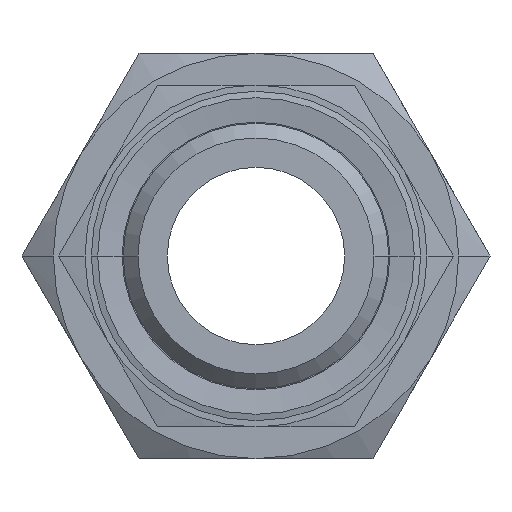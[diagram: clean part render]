
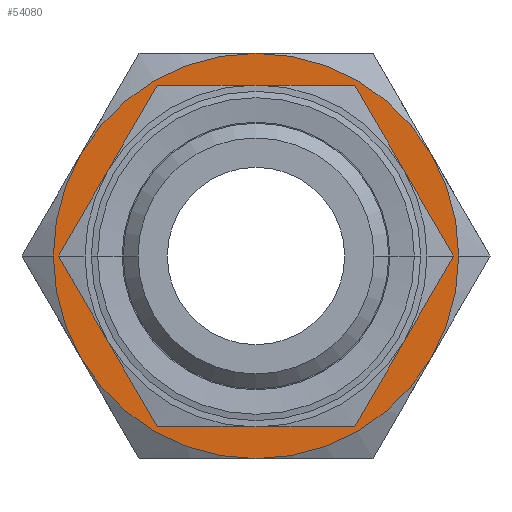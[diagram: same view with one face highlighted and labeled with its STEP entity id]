
A CAD part, left-side view. The second image highlights one B-rep face of the part: STEP entity #54080.
In plain terms, the highlighted planar face has unit normal (-1, 0, 0).
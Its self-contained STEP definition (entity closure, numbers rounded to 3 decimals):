
#50850=CARTESIAN_POINT('',(-9.,0.,0.));
#50860=DIRECTION('',(-1.,0.,0.));
#50870=DIRECTION('',(0.,1.,0.));
#50880=AXIS2_PLACEMENT_3D('',#50850,#50860,#50870);
#50890=CIRCLE('',#50880,16.);
#50900=CARTESIAN_POINT('',(-9.,13.856,-8.));
#50910=VERTEX_POINT('',#50900);
#50920=CARTESIAN_POINT('',(-9.,0.,-16.));
#50930=VERTEX_POINT('',#50920);
#50940=EDGE_CURVE('',#50910,#50930,#50890,.T.);
#52500=CARTESIAN_POINT('',(-9.,-13.856,-8.));
#52510=VERTEX_POINT('',#52500);
#52520=EDGE_CURVE('',#50930,#52510,#50890,.T.);
#53560=CARTESIAN_POINT('',(-9.,16.,0.));
#53570=VERTEX_POINT('',#53560);
#53600=EDGE_CURVE('',#53570,#50910,#50890,.T.);
#53650=CARTESIAN_POINT('',(-9.,8.,0.));
#53660=DIRECTION('',(1.,-0.,-0.));
#53670=DIRECTION('',(-0.,-1.,0.));
#53680=AXIS2_PLACEMENT_3D('',#53650,#53660,#53670);
#53690=PLANE('',#53680);
#53700=CARTESIAN_POINT('',(-9.,13.856,8.));
#53710=VERTEX_POINT('',#53700);
#53720=EDGE_CURVE('',#53710,#53570,#50890,.T.);
#53730=ORIENTED_EDGE('',*,*,#53720,.T.);
#53740=CARTESIAN_POINT('',(-9.,0.,16.));
#53750=VERTEX_POINT('',#53740);
#53760=EDGE_CURVE('',#53750,#53710,#50890,.T.);
#53770=ORIENTED_EDGE('',*,*,#53760,.T.);
#53780=CARTESIAN_POINT('',(-9.,-13.856,8.));
#53790=VERTEX_POINT('',#53780);
#53800=EDGE_CURVE('',#53790,#53750,#50890,.T.);
#53810=ORIENTED_EDGE('',*,*,#53800,.T.);
#53820=CARTESIAN_POINT('',(-9.,-16.,0.));
#53830=VERTEX_POINT('',#53820);
#53840=EDGE_CURVE('',#53830,#53790,#50890,.T.);
#53850=ORIENTED_EDGE('',*,*,#53840,.T.);
#53860=EDGE_CURVE('',#52510,#53830,#50890,.T.);
#53870=ORIENTED_EDGE('',*,*,#53860,.T.);
#53880=ORIENTED_EDGE('',*,*,#52520,.T.);
#53890=ORIENTED_EDGE('',*,*,#50940,.T.);
#53900=ORIENTED_EDGE('',*,*,#53600,.T.);
#53910=EDGE_LOOP('',(#53900,#53890,#53880,#53870,#53850,#53810,#53770,
#53730));
#53920=FACE_OUTER_BOUND('',#53910,.T.);
#53930=CARTESIAN_POINT('',(-9.,0.,0.));
#53940=DIRECTION('',(-1.,0.,0.));
#53950=DIRECTION('',(0.,1.,0.));
#53960=AXIS2_PLACEMENT_3D('',#53930,#53940,#53950);
#53970=CIRCLE('',#53960,13.);
#53980=CARTESIAN_POINT('',(-9.,13.,0.));
#53990=VERTEX_POINT('',#53980);
#54000=CARTESIAN_POINT('',(-9.,-13.,0.));
#54010=VERTEX_POINT('',#54000);
#54020=EDGE_CURVE('',#53990,#54010,#53970,.T.);
#54030=ORIENTED_EDGE('',*,*,#54020,.F.);
#54040=EDGE_CURVE('',#54010,#53990,#53970,.T.);
#54050=ORIENTED_EDGE('',*,*,#54040,.F.);
#54060=EDGE_LOOP('',(#54050,#54030));
#54070=FACE_BOUND('',#54060,.T.);
#54080=ADVANCED_FACE('',(#53920,#54070),#53690,.F.);
